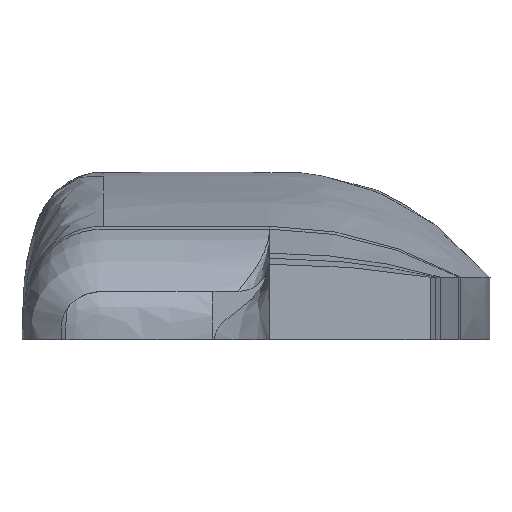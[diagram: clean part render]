
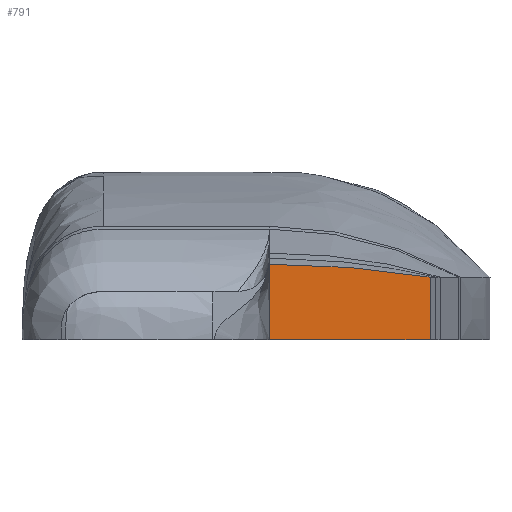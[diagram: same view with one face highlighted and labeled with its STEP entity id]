
A CAD part, left-side view. The second image highlights one B-rep face of the part: STEP entity #791.
In plain terms, the highlighted planar face has unit normal (-1, 0, 0).
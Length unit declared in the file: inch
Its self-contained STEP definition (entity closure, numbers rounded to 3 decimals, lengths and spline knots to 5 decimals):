
#115 = DIRECTION ( 'NONE',  ( 1., 0., 0. ) ) ;
#177 = VERTEX_POINT ( 'NONE', #2331 ) ;
#246 = EDGE_LOOP ( 'NONE', ( #321, #1011, #1446, #358 ) ) ;
#269 = CARTESIAN_POINT ( 'NONE',  ( -113.9, -2.54552, 0. ) ) ;
#321 = ORIENTED_EDGE ( 'NONE', *, *, #1265, .T. ) ;
#358 = ORIENTED_EDGE ( 'NONE', *, *, #1773, .F. ) ;
#497 = CARTESIAN_POINT ( 'NONE',  ( -113.9, -2.54552, 14.00996 ) ) ;
#619 = B_SPLINE_CURVE_WITH_KNOTS ( 'NONE', 2,
 ( #886, #2083, #1126 ),
 .UNSPECIFIED., .F., .F.,
 ( 3, 3 ),
 ( 0., 1. ),
 .UNSPECIFIED. ) ;
#632 = EDGE_CURVE ( 'NONE', #2319, #2021, #1483, .T. ) ;
#730 = PLANE ( 'NONE',  #1350 ) ;
#791 = ADVANCED_FACE ( 'NONE', ( #2688 ), #730, .F. ) ;
#886 = CARTESIAN_POINT ( 'NONE',  ( -113.9, -32.26006, 11.61416 ) ) ;
#959 = CARTESIAN_POINT ( 'NONE',  ( -113.9, -32.26006, 11.61416 ) ) ;
#995 = CARTESIAN_POINT ( 'NONE',  ( -113.9, -2.54552, 0. ) ) ;
#1011 = ORIENTED_EDGE ( 'NONE', *, *, #632, .T. ) ;
#1103 = VECTOR ( 'NONE', #2401, 39.37008 ) ;
#1126 = CARTESIAN_POINT ( 'NONE',  ( -113.9, -2.54552, 14.00996 ) ) ;
#1160 = CARTESIAN_POINT ( 'NONE',  ( -113.9, -32.26006, 11.61416 ) ) ;
#1183 = LINE ( 'NONE', #269, #1817 ) ;
#1265 = EDGE_CURVE ( 'NONE', #2332, #2319, #619, .T. ) ;
#1350 = AXIS2_PLACEMENT_3D ( 'NONE', #3020, #115, #1809 ) ;
#1446 = ORIENTED_EDGE ( 'NONE', *, *, #3053, .T. ) ;
#1483 = LINE ( 'NONE', #497, #2773 ) ;
#1589 = LINE ( 'NONE', #959, #1103 ) ;
#1697 = DIRECTION ( 'NONE',  ( 0., -1., 0. ) ) ;
#1773 = EDGE_CURVE ( 'NONE', #2332, #177, #1589, .T. ) ;
#1809 = DIRECTION ( 'NONE',  ( 0., 0., -1. ) ) ;
#1817 = VECTOR ( 'NONE', #1697, 39.37008 ) ;
#2021 = VERTEX_POINT ( 'NONE', #995 ) ;
#2075 = CARTESIAN_POINT ( 'NONE',  ( -113.9, -2.54552, 14.00996 ) ) ;
#2083 = CARTESIAN_POINT ( 'NONE',  ( -113.9, -17.45101, 14.00996 ) ) ;
#2168 = DIRECTION ( 'NONE',  ( 0., 0., -1. ) ) ;
#2319 = VERTEX_POINT ( 'NONE', #2075 ) ;
#2331 = CARTESIAN_POINT ( 'NONE',  ( -113.9, -32.26006, 0. ) ) ;
#2332 = VERTEX_POINT ( 'NONE', #1160 ) ;
#2401 = DIRECTION ( 'NONE',  ( 0., 0., -1. ) ) ;
#2688 = FACE_OUTER_BOUND ( 'NONE', #246, .T. ) ;
#2773 = VECTOR ( 'NONE', #2168, 39.37008 ) ;
#3020 = CARTESIAN_POINT ( 'NONE',  ( -113.9, -17.4269, 13.41101 ) ) ;
#3053 = EDGE_CURVE ( 'NONE', #2021, #177, #1183, .T. ) ;
